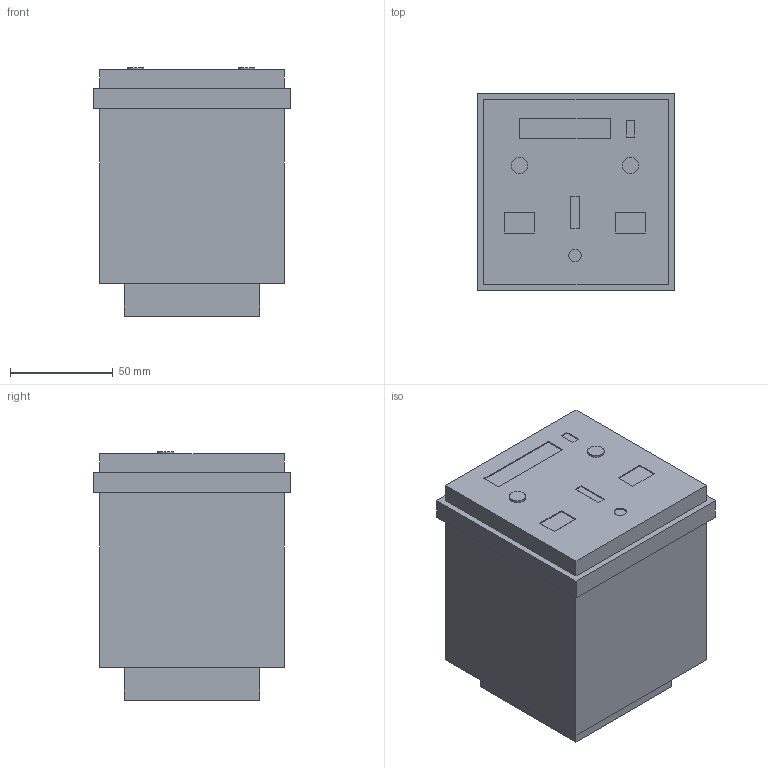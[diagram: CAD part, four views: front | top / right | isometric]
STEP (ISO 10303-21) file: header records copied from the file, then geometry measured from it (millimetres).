
FILE_DESCRIPTION((''),'2;1');
FILE_NAME('3d_R4D415.stp','2012-10-03T09:42:59',(''),(''),'Mechanical Desktop 2011','Mechanical Desktop 2011',', , ');
FILE_SCHEMA(('CONFIG_CONTROL_DESIGN'));
Length unit declared in the file: millimetre
Products named in the file (1): Product
Bounding box: 96 x 96 x 121 mm (x, y, z)
Volume: 922923.4 mm3; surface area: 60531.9 mm2
Topology: 1 solids, 1 shells, 55 faces, 132 edges, 90 vertices
Faces by surface type: plane 44, cylinder 6, bspline 5
Entity records: 1687 total; most frequent: CARTESIAN_POINT 293, ORIENTED_EDGE 264, DIRECTION 252, EDGE_CURVE 132, VECTOR 114, LINE 114, VERTEX_POINT 90, AXIS2_PLACEMENT_3D 69
